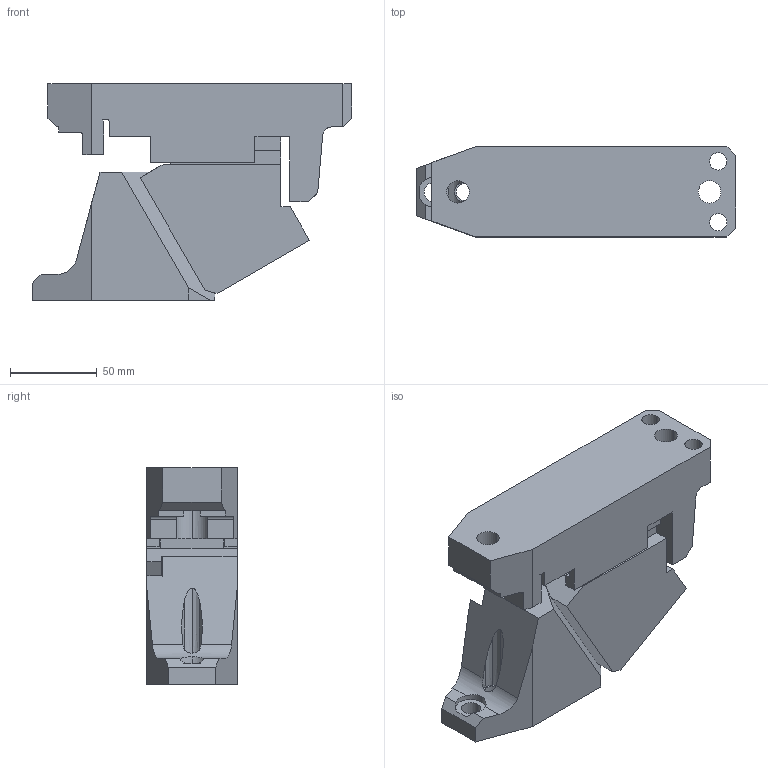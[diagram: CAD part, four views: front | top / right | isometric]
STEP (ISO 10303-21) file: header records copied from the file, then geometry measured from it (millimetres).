
FILE_DESCRIPTION(('CATIA V5 STEP Exchange'),'2;1');
FILE_NAME('CACS_52_60.stp','2015-04-21T07:11:15+00:00',('none'),('none'),'CATIA Version 5 Release 19 SP 2 (IN-10)','CATIA V5 STEP AP203','none');
FILE_SCHEMA(('CONFIG_CONTROL_DESIGN'));
Length unit declared in the file: millimetre
Products named in the file (1): CACS_52_60
Bounding box: 184 x 52 x 125 mm (x, y, z)
Volume: 708403.7 mm3; surface area: 107198.9 mm2
Topology: 3 solids, 3 shells, 174 faces, 504 edges, 339 vertices
Faces by surface type: plane 115, cylinder 42, bspline 17
Entity records: 6367 total; most frequent: CARTESIAN_POINT 1988, ORIENTED_EDGE 1008, DIRECTION 697, EDGE_CURVE 504, VERTEX_POINT 339, VECTOR 329, LINE 329, AXIS2_PLACEMENT_3D 219
